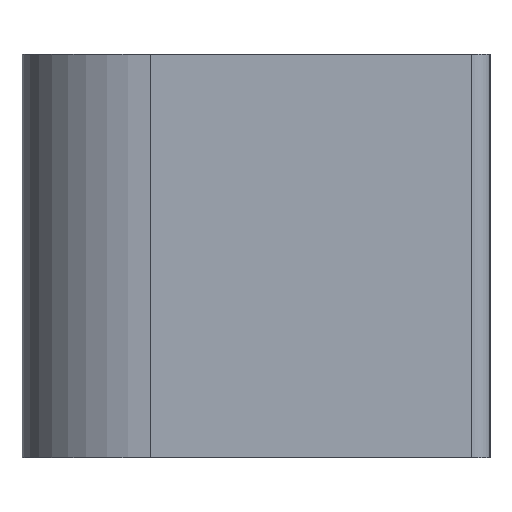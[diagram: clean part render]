
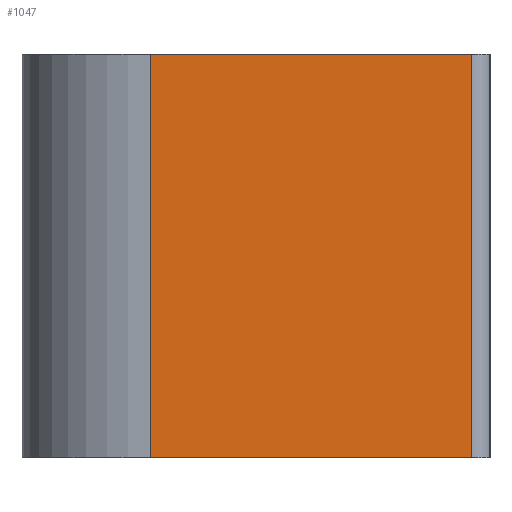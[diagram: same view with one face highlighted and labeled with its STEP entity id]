
A CAD part, left-side view. The second image highlights one B-rep face of the part: STEP entity #1047.
In plain terms, the highlighted planar face has unit normal (-1, 0, 0).
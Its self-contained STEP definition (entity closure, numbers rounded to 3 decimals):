
#119=PLANE('',#1197);
#175=FACE_OUTER_BOUND('',#246,.T.);
#246=EDGE_LOOP('',(#944,#945,#946,#947));
#270=LINE('',#1557,#334);
#277=LINE('',#1591,#341);
#291=LINE('',#1634,#355);
#303=LINE('',#2792,#367);
#334=VECTOR('',#1247,10.);
#341=VECTOR('',#1282,10.);
#355=VECTOR('',#1322,10.);
#367=VECTOR('',#1368,10.);
#456=VERTEX_POINT('',#1543);
#462=VERTEX_POINT('',#1555);
#474=VERTEX_POINT('',#1588);
#475=VERTEX_POINT('',#1590);
#558=EDGE_CURVE('',#456,#462,#270,.T.);
#574=EDGE_CURVE('',#474,#475,#277,.T.);
#597=EDGE_CURVE('',#456,#474,#291,.T.);
#639=EDGE_CURVE('',#462,#475,#303,.T.);
#944=ORIENTED_EDGE('',*,*,#597,.F.);
#945=ORIENTED_EDGE('',*,*,#558,.T.);
#946=ORIENTED_EDGE('',*,*,#639,.T.);
#947=ORIENTED_EDGE('',*,*,#574,.F.);
#1047=ADVANCED_FACE('',(#175),#119,.T.);
#1197=AXIS2_PLACEMENT_3D('',#2882,#1483,#1484);
#1247=DIRECTION('',(0.,1.,0.));
#1282=DIRECTION('',(0.,1.,0.));
#1322=DIRECTION('',(0.,0.,-1.));
#1368=DIRECTION('',(0.,0.,-1.));
#1483=DIRECTION('center_axis',(-1.,0.,0.));
#1484=DIRECTION('ref_axis',(0.,1.,0.));
#1543=CARTESIAN_POINT('',(-34.5,-10.25,0.));
#1555=CARTESIAN_POINT('',(-34.5,7.25,0.));
#1557=CARTESIAN_POINT('',(-34.5,-11.25,0.));
#1588=CARTESIAN_POINT('',(-34.5,-10.25,-22.));
#1590=CARTESIAN_POINT('',(-34.5,7.25,-22.));
#1591=CARTESIAN_POINT('',(-34.5,-11.25,-22.));
#1634=CARTESIAN_POINT('',(-34.5,-10.25,0.));
#2792=CARTESIAN_POINT('',(-34.5,7.25,0.));
#2882=CARTESIAN_POINT('Origin',(-34.5,-11.25,0.));
